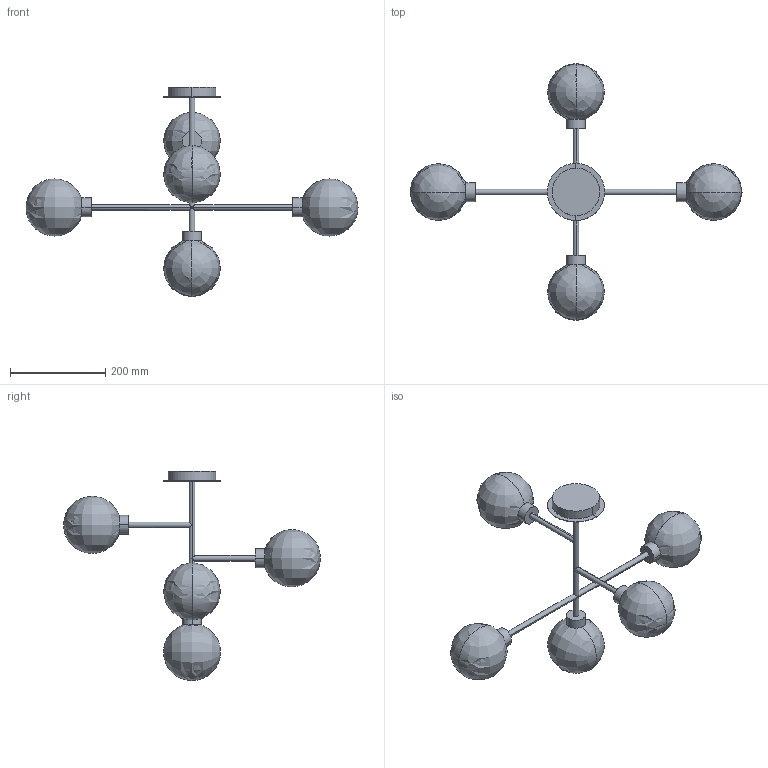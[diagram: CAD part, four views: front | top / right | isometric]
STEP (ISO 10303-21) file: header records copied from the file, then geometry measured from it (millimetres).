
FILE_DESCRIPTION(/* description */ (''),/* implementation_level */ '2;1');
FILE_NAME(/* name */ '1744.287_DOM',/* time_stamp */ '2023-01-24T15:18:05+01:00',/* author */ (''),/* organization */ (''),/* preprocessor_version */ 'ST-DEVELOPER v16.5',/* originating_system */ 'Rhino 7.15',/* authorisation */ '');
FILE_SCHEMA (('CONFIG_CONTROL_DESIGN'));
Length unit declared in the file: millimetre
Products named in the file (1): Document
Bounding box: 697.8 x 540 x 440 mm (x, y, z)
Volume: 947269.3 mm3; surface area: 576935.6 mm2
Topology: 17 solids, 28 shells, 96 faces, 236 edges, 136 vertices
Faces by surface type: bspline 40, cylinder 34, plane 22
Entity records: 3685 total; most frequent: CARTESIAN_POINT 2351, ORIENTED_EDGE 338, EDGE_CURVE 192, VERTEX_POINT 136, ADVANCED_FACE 96, FACE_OUTER_BOUND 96, EDGE_LOOP 96, DIRECTION 62
